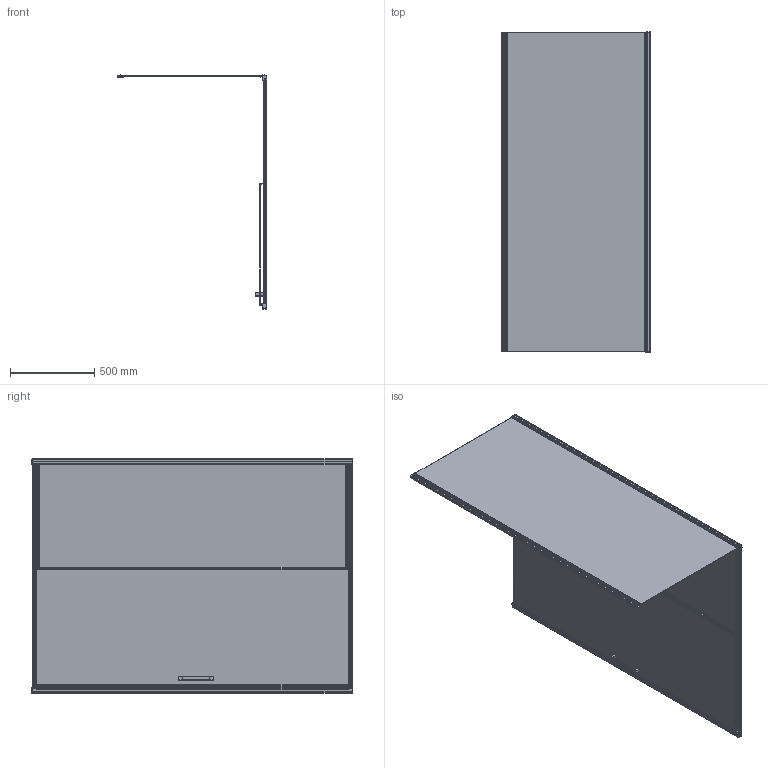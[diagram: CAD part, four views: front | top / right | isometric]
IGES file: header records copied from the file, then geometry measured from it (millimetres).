
Global section: file name: 5902539816549_igs; native system: Autodesk Inventor 2020; preprocessor: unknown; date: 20200727.141831; units: millimetre
Bounding box: 890 x 1902.28 x 1390.96 mm (x, y, z)
Surface area: 12029624.4 mm2 (no closed solid volume)
Topology: 0 solids, 0 shells, 1387 faces, 8296 edges, 8296 vertices
Faces by surface type: bspline 1283, revolution 104
